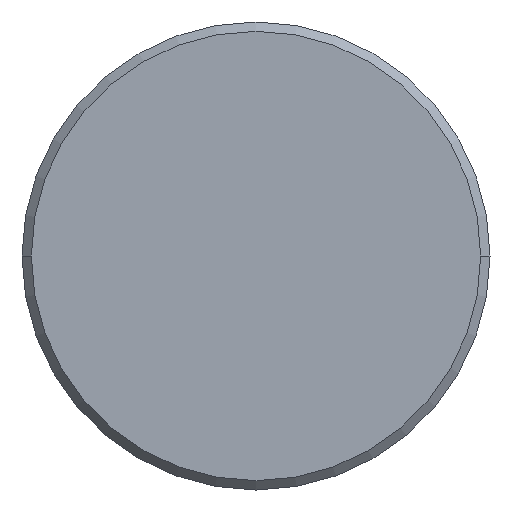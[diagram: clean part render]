
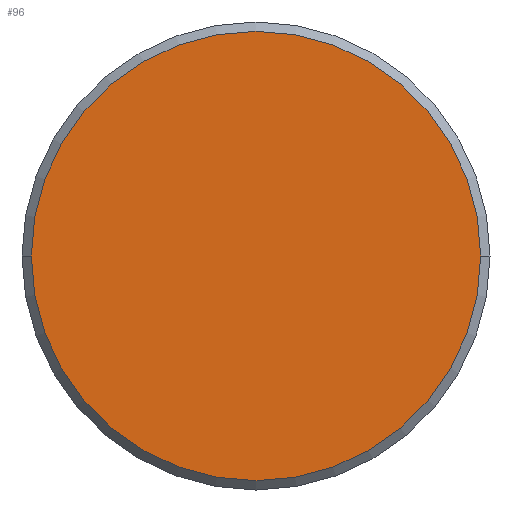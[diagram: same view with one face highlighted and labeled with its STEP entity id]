
A CAD part, left-side view. The second image highlights one B-rep face of the part: STEP entity #96.
In plain terms, the highlighted planar face has unit normal (-1, 0, 0).
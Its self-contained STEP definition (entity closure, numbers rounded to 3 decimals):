
#96 = ADVANCED_FACE( '', ( #143 ), #144, .T. );
#143 = FACE_OUTER_BOUND( '', #190, .T. );
#144 = PLANE( '', #191 );
#190 = EDGE_LOOP( '', ( #345, #346 ) );
#191 = AXIS2_PLACEMENT_3D( '', #347, #348, #349 );
#345 = ORIENTED_EDGE( '', *, *, #353, .T. );
#346 = ORIENTED_EDGE( '', *, *, #395, .T. );
#347 = CARTESIAN_POINT( '', ( 0., 7.2, 0. ) );
#348 = DIRECTION( '', ( -1., 0., 0. ) );
#349 = DIRECTION( '', ( 0., 1., 0. ) );
#353 = EDGE_CURVE( '', #397, #401, #403, .T. );
#395 = EDGE_CURVE( '', #401, #397, #470, .T. );
#397 = VERTEX_POINT( '', #472 );
#401 = VERTEX_POINT( '', #477 );
#403 = CIRCLE( '', #480, 14.4 );
#470 = CIRCLE( '', #559, 14.4 );
#472 = CARTESIAN_POINT( '', ( 0., 14.4, 0. ) );
#477 = CARTESIAN_POINT( '', ( 0., -14.4, 0. ) );
#480 = AXIS2_PLACEMENT_3D( '', #565, #566, #567 );
#559 = AXIS2_PLACEMENT_3D( '', #667, #668, #669 );
#565 = CARTESIAN_POINT( '', ( 0., 0., 0. ) );
#566 = DIRECTION( '', ( -1., 0., 0. ) );
#567 = DIRECTION( '', ( 0., 1., 0. ) );
#667 = CARTESIAN_POINT( '', ( 0., 0., 0. ) );
#668 = DIRECTION( '', ( -1., 0., 0. ) );
#669 = DIRECTION( '', ( 0., 1., 0. ) );
